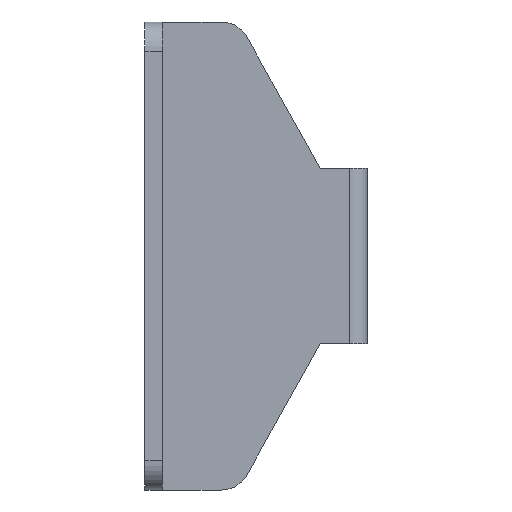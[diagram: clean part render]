
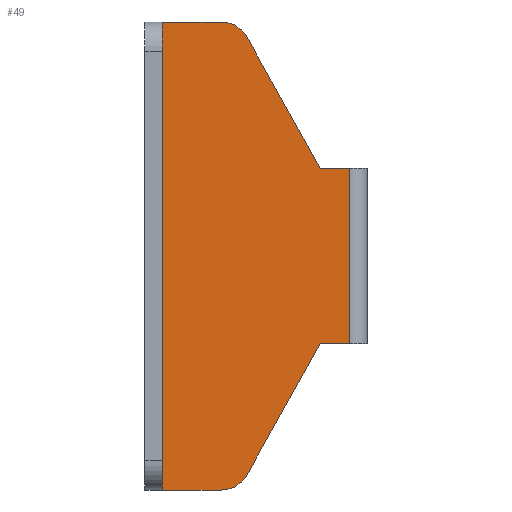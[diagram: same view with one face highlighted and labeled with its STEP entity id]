
A CAD part, left-side view. The second image highlights one B-rep face of the part: STEP entity #49.
In plain terms, the highlighted planar face has unit normal (-1, 0, 0).
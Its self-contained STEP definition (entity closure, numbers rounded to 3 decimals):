
#49=ADVANCED_FACE('',(#166),#165,.F.);
#165=PLANE('',#465);
#166=FACE_OUTER_BOUND('',#466,.T.);
#462=CARTESIAN_POINT('',(12.3,-19.1,24.));
#463=DIRECTION('',(1.,0.,0.));
#464=DIRECTION('',(0.,0.,-1.));
#465=AXIS2_PLACEMENT_3D('',#462,#463,#464);
#466=EDGE_LOOP('',(#642,#643,#644,#645,#646,#647,#648,#649,#650,#651));
#642=ORIENTED_EDGE('',*,*,#813,.T.);
#643=ORIENTED_EDGE('',*,*,#814,.T.);
#644=ORIENTED_EDGE('',*,*,#815,.F.);
#645=ORIENTED_EDGE('',*,*,#816,.T.);
#646=ORIENTED_EDGE('',*,*,#817,.F.);
#647=ORIENTED_EDGE('',*,*,#818,.T.);
#648=ORIENTED_EDGE('',*,*,#778,.T.);
#649=ORIENTED_EDGE('',*,*,#819,.T.);
#650=ORIENTED_EDGE('',*,*,#820,.F.);
#651=ORIENTED_EDGE('',*,*,#821,.T.);
#778=EDGE_CURVE('',#915,#916,#917,.T.);
#813=EDGE_CURVE('',#1153,#1154,#1155,.T.);
#814=EDGE_CURVE('',#1154,#1161,#1162,.T.);
#815=EDGE_CURVE('',#1168,#1161,#1169,.T.);
#816=EDGE_CURVE('',#1168,#1175,#1176,.T.);
#817=EDGE_CURVE('',#1182,#1175,#1183,.T.);
#818=EDGE_CURVE('',#1182,#915,#1189,.T.);
#819=EDGE_CURVE('',#916,#1195,#1196,.T.);
#820=EDGE_CURVE('',#1202,#1195,#1203,.T.);
#821=EDGE_CURVE('',#1202,#1153,#1209,.T.);
#915=VERTEX_POINT('',#1515);
#916=VERTEX_POINT('',#1516);
#917=LINE('',#1517,#1518);
#1153=VERTEX_POINT('',#1676);
#1154=VERTEX_POINT('',#1677);
#1155=LINE('',#1678,#1679);
#1161=VERTEX_POINT('',#1681);
#1162=LINE('',#1682,#1683);
#1168=VERTEX_POINT('',#1685);
#1169=LINE('',#1686,#1687);
#1175=VERTEX_POINT('',#1689);
#1176=LINE('',#1690,#1691);
#1182=VERTEX_POINT('',#1693);
#1183=CIRCLE('',#1697,2.5);
#1189=LINE('',#1698,#1699);
#1195=VERTEX_POINT('',#1701);
#1196=LINE('',#1702,#1703);
#1202=VERTEX_POINT('',#1705);
#1203=CIRCLE('',#1709,2.5);
#1209=LINE('',#1710,#1711);
#1515=CARTESIAN_POINT('',(12.3,-1.5,20.));
#1516=CARTESIAN_POINT('',(12.3,-1.5,-20.));
#1517=CARTESIAN_POINT('',(12.3,-1.5,20.));
#1518=VECTOR('',#1519,40.);
#1519=DIRECTION('',(0.,0.,-1.));
#1676=CARTESIAN_POINT('',(12.3,-15.,-7.5));
#1677=CARTESIAN_POINT('',(12.3,-17.5,-7.5));
#1678=CARTESIAN_POINT('',(12.3,-15.,-7.5));
#1679=VECTOR('',#1680,2.5);
#1680=DIRECTION('',(0.,-1.,0.));
#1681=CARTESIAN_POINT('',(12.3,-17.5,7.5));
#1682=CARTESIAN_POINT('',(12.3,-17.5,-7.5));
#1683=VECTOR('',#1684,15.);
#1684=DIRECTION('',(0.,0.,1.));
#1685=CARTESIAN_POINT('',(12.3,-15.,7.5));
#1686=CARTESIAN_POINT('',(12.3,-15.,7.5));
#1687=VECTOR('',#1688,2.5);
#1688=DIRECTION('',(0.,-1.,0.));
#1689=CARTESIAN_POINT('',(12.3,-8.716,18.722));
#1690=CARTESIAN_POINT('',(12.3,-15.,7.5));
#1691=VECTOR('',#1692,12.861);
#1692=DIRECTION('',(0.,0.489,0.873));
#1693=CARTESIAN_POINT('',(12.3,-6.535,20.));
#1694=CARTESIAN_POINT('',(12.3,-6.535,17.5));
#1695=DIRECTION('',(1.,0.,0.));
#1696=DIRECTION('',(0.,0.,1.));
#1697=AXIS2_PLACEMENT_3D('',#1694,#1695,#1696);
#1698=CARTESIAN_POINT('',(12.3,-6.535,20.));
#1699=VECTOR('',#1700,5.035);
#1700=DIRECTION('',(0.,1.,0.));
#1701=CARTESIAN_POINT('',(12.3,-6.535,-20.));
#1702=CARTESIAN_POINT('',(12.3,-1.5,-20.));
#1703=VECTOR('',#1704,5.035);
#1704=DIRECTION('',(0.,-1.,0.));
#1705=CARTESIAN_POINT('',(12.3,-8.716,-18.722));
#1706=CARTESIAN_POINT('',(12.3,-6.535,-17.5));
#1707=DIRECTION('',(1.,0.,0.));
#1708=DIRECTION('',(0.,0.,1.));
#1709=AXIS2_PLACEMENT_3D('',#1706,#1707,#1708);
#1710=CARTESIAN_POINT('',(12.3,-8.716,-18.722));
#1711=VECTOR('',#1712,12.861);
#1712=DIRECTION('',(0.,-0.489,0.873));
